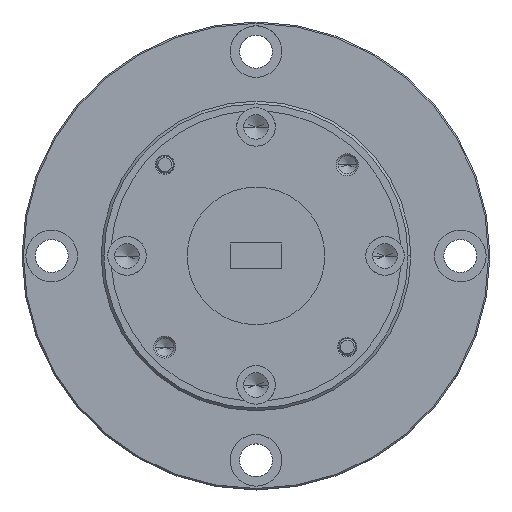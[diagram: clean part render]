
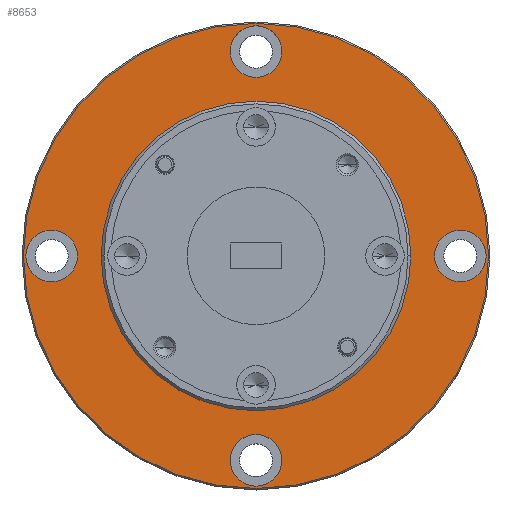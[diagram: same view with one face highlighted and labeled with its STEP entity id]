
A CAD part, top view. The second image highlights one B-rep face of the part: STEP entity #8653.
In plain terms, the highlighted planar face has unit normal (0, 0, 1).
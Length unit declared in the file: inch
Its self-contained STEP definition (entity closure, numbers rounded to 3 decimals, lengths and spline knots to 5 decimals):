
#178 = VERTEX_POINT ( 'NONE', #4799 ) ;
#222 = AXIS2_PLACEMENT_3D ( 'NONE', #333, #432, #9456 ) ;
#227 = CARTESIAN_POINT ( 'NONE',  ( -0.73029, 0.77585, 1.58218 ) ) ;
#305 = EDGE_LOOP ( 'NONE', ( #5384, #7924 ) ) ;
#333 = CARTESIAN_POINT ( 'NONE',  ( 0.10596, 0.03335, 1.58218 ) ) ;
#432 = DIRECTION ( 'NONE',  ( 0., 0., 1. ) ) ;
#474 = ORIENTED_EDGE ( 'NONE', *, *, #3076, .F. ) ;
#636 = EDGE_CURVE ( 'NONE', #8314, #2457, #9355, .T. ) ;
#809 = FACE_BOUND ( 'NONE', #6253, .T. ) ;
#865 = CARTESIAN_POINT ( 'NONE',  ( 0.10596, 1.51835, 1.58218 ) ) ;
#941 = DIRECTION ( 'NONE',  ( -1., 0., 0. ) ) ;
#1016 = DIRECTION ( 'NONE',  ( 0., 0., 1. ) ) ;
#1026 = VERTEX_POINT ( 'NONE', #9204 ) ;
#1039 = EDGE_LOOP ( 'NONE', ( #4841, #4495 ) ) ;
#1144 = CIRCLE ( 'NONE', #8892, 0.845 ) ;
#1146 = VERTEX_POINT ( 'NONE', #4109 ) ;
#1281 = ORIENTED_EDGE ( 'NONE', *, *, #8987, .F. ) ;
#1485 = AXIS2_PLACEMENT_3D ( 'NONE', #865, #1016, #5491 ) ;
#1498 = CARTESIAN_POINT ( 'NONE',  ( -0.54279, 0.77585, 1.58218 ) ) ;
#1599 = DIRECTION ( 'NONE',  ( 1., 0., 0. ) ) ;
#1730 = CARTESIAN_POINT ( 'NONE',  ( 0.10596, 0.77585, 1.58218 ) ) ;
#1759 = ORIENTED_EDGE ( 'NONE', *, *, #9582, .F. ) ;
#1784 = CIRCLE ( 'NONE', #222, 0.09375 ) ;
#1825 = CARTESIAN_POINT ( 'NONE',  ( 0.19971, 1.51835, 1.58218 ) ) ;
#1966 = EDGE_LOOP ( 'NONE', ( #5534, #1281 ) ) ;
#2017 = DIRECTION ( 'NONE',  ( -1., 0., 0. ) ) ;
#2097 = AXIS2_PLACEMENT_3D ( 'NONE', #3417, #7884, #4913 ) ;
#2457 = VERTEX_POINT ( 'NONE', #1498 ) ;
#2514 = VERTEX_POINT ( 'NONE', #6818 ) ;
#2811 = CIRCLE ( 'NONE', #5356, 0.09375 ) ;
#3001 = FACE_BOUND ( 'NONE', #1966, .T. ) ;
#3076 = EDGE_CURVE ( 'NONE', #3517, #3877, #7649, .T. ) ;
#3124 = CIRCLE ( 'NONE', #5198, 0.09375 ) ;
#3149 = PLANE ( 'NONE',  #7889 ) ;
#3330 = DIRECTION ( 'NONE',  ( 1., 0., 0. ) ) ;
#3379 = DIRECTION ( 'NONE',  ( 0., 0., 1. ) ) ;
#3382 = DIRECTION ( 'NONE',  ( 0., 0., 1. ) ) ;
#3417 = CARTESIAN_POINT ( 'NONE',  ( 0.10596, 0.03335, 1.58218 ) ) ;
#3476 = CARTESIAN_POINT ( 'NONE',  ( 0.94221, 0.77585, 1.58218 ) ) ;
#3506 = AXIS2_PLACEMENT_3D ( 'NONE', #1730, #7748, #941 ) ;
#3517 = VERTEX_POINT ( 'NONE', #8797 ) ;
#3657 = CARTESIAN_POINT ( 'NONE',  ( 0.10596, 0.77585, 1.58218 ) ) ;
#3698 = AXIS2_PLACEMENT_3D ( 'NONE', #5556, #4102, #6292 ) ;
#3721 = VERTEX_POINT ( 'NONE', #7835 ) ;
#3871 = EDGE_CURVE ( 'NONE', #7487, #2514, #8975, .T. ) ;
#3877 = VERTEX_POINT ( 'NONE', #8954 ) ;
#3892 = FACE_BOUND ( 'NONE', #1039, .T. ) ;
#4078 = CARTESIAN_POINT ( 'NONE',  ( 0.10596, 1.51835, 1.58218 ) ) ;
#4089 = CARTESIAN_POINT ( 'NONE',  ( 0.10596, 0.77585, 1.58218 ) ) ;
#4102 = DIRECTION ( 'NONE',  ( 0., 0., 1. ) ) ;
#4109 = CARTESIAN_POINT ( 'NONE',  ( 0.95096, 0.77585, 1.58218 ) ) ;
#4118 = EDGE_CURVE ( 'NONE', #5726, #1026, #9553, .T. ) ;
#4303 = CIRCLE ( 'NONE', #3506, 0.5625 ) ;
#4364 = EDGE_LOOP ( 'NONE', ( #5285, #9263 ) ) ;
#4443 = CARTESIAN_POINT ( 'NONE',  ( 0.84846, 0.77585, 1.58218 ) ) ;
#4495 = ORIENTED_EDGE ( 'NONE', *, *, #636, .F. ) ;
#4548 = CIRCLE ( 'NONE', #9445, 0.09375 ) ;
#4645 = FACE_BOUND ( 'NONE', #4364, .T. ) ;
#4799 = CARTESIAN_POINT ( 'NONE',  ( -0.73904, 0.77585, 1.58218 ) ) ;
#4841 = ORIENTED_EDGE ( 'NONE', *, *, #8386, .F. ) ;
#4913 = DIRECTION ( 'NONE',  ( 1., 0., 0. ) ) ;
#5049 = CIRCLE ( 'NONE', #7267, 0.845 ) ;
#5058 = DIRECTION ( 'NONE',  ( 0., 0., -1. ) ) ;
#5124 = VERTEX_POINT ( 'NONE', #3476 ) ;
#5183 = DIRECTION ( 'NONE',  ( 0., 0., 1. ) ) ;
#5198 = AXIS2_PLACEMENT_3D ( 'NONE', #4078, #3379, #3330 ) ;
#5285 = ORIENTED_EDGE ( 'NONE', *, *, #3871, .T. ) ;
#5356 = AXIS2_PLACEMENT_3D ( 'NONE', #7307, #3382, #6469 ) ;
#5384 = ORIENTED_EDGE ( 'NONE', *, *, #7399, .T. ) ;
#5491 = DIRECTION ( 'NONE',  ( 1., 0., 0. ) ) ;
#5534 = ORIENTED_EDGE ( 'NONE', *, *, #6072, .F. ) ;
#5556 = CARTESIAN_POINT ( 'NONE',  ( -0.63654, 0.77585, 1.58218 ) ) ;
#5693 = DIRECTION ( 'NONE',  ( 1., 0., 0. ) ) ;
#5726 = VERTEX_POINT ( 'NONE', #1825 ) ;
#6072 = EDGE_CURVE ( 'NONE', #5124, #3721, #2811, .T. ) ;
#6190 = DIRECTION ( 'NONE',  ( 0., 0., 1. ) ) ;
#6253 = EDGE_LOOP ( 'NONE', ( #474, #8793 ) ) ;
#6292 = DIRECTION ( 'NONE',  ( 1., 0., 0. ) ) ;
#6428 = DIRECTION ( 'NONE',  ( 0., 0., 1. ) ) ;
#6469 = DIRECTION ( 'NONE',  ( 1., 0., 0. ) ) ;
#6482 = EDGE_CURVE ( 'NONE', #2514, #7487, #4303, .T. ) ;
#6818 = CARTESIAN_POINT ( 'NONE',  ( 0.66846, 0.77585, 1.58218 ) ) ;
#6822 = CARTESIAN_POINT ( 'NONE',  ( -0.45654, 0.77585, 1.58218 ) ) ;
#6927 = FACE_OUTER_BOUND ( 'NONE', #305, .T. ) ;
#7151 = CARTESIAN_POINT ( 'NONE',  ( -0.63654, 0.77585, 1.58218 ) ) ;
#7267 = AXIS2_PLACEMENT_3D ( 'NONE', #4089, #6428, #5693 ) ;
#7307 = CARTESIAN_POINT ( 'NONE',  ( 0.84846, 0.77585, 1.58218 ) ) ;
#7372 = DIRECTION ( 'NONE',  ( 1., 0., 0. ) ) ;
#7399 = EDGE_CURVE ( 'NONE', #178, #1146, #1144, .T. ) ;
#7465 = DIRECTION ( 'NONE',  ( 1., 0., 0. ) ) ;
#7474 = DIRECTION ( 'NONE',  ( 1., 0., 0. ) ) ;
#7487 = VERTEX_POINT ( 'NONE', #6822 ) ;
#7561 = ORIENTED_EDGE ( 'NONE', *, *, #4118, .F. ) ;
#7611 = FACE_BOUND ( 'NONE', #9552, .T. ) ;
#7620 = AXIS2_PLACEMENT_3D ( 'NONE', #7151, #8343, #1599 ) ;
#7649 = CIRCLE ( 'NONE', #2097, 0.09375 ) ;
#7659 = CIRCLE ( 'NONE', #3698, 0.09375 ) ;
#7664 = CARTESIAN_POINT ( 'NONE',  ( 0.10596, 1.62585, 1.58218 ) ) ;
#7748 = DIRECTION ( 'NONE',  ( 0., 0., -1. ) ) ;
#7835 = CARTESIAN_POINT ( 'NONE',  ( 0.75471, 0.77585, 1.58218 ) ) ;
#7884 = DIRECTION ( 'NONE',  ( 0., 0., 1. ) ) ;
#7889 = AXIS2_PLACEMENT_3D ( 'NONE', #7664, #6190, #7474 ) ;
#7920 = EDGE_CURVE ( 'NONE', #3877, #3517, #1784, .T. ) ;
#7924 = ORIENTED_EDGE ( 'NONE', *, *, #8695, .T. ) ;
#8055 = CARTESIAN_POINT ( 'NONE',  ( 0.10596, 0.77585, 1.58218 ) ) ;
#8314 = VERTEX_POINT ( 'NONE', #227 ) ;
#8343 = DIRECTION ( 'NONE',  ( 0., 0., 1. ) ) ;
#8386 = EDGE_CURVE ( 'NONE', #2457, #8314, #7659, .T. ) ;
#8653 = ADVANCED_FACE ( 'NONE', ( #6927, #7611, #3892, #809, #3001, #4645 ), #3149, .T. ) ;
#8695 = EDGE_CURVE ( 'NONE', #1146, #178, #5049, .T. ) ;
#8793 = ORIENTED_EDGE ( 'NONE', *, *, #7920, .F. ) ;
#8797 = CARTESIAN_POINT ( 'NONE',  ( 0.19971, 0.03335, 1.58218 ) ) ;
#8892 = AXIS2_PLACEMENT_3D ( 'NONE', #8055, #8935, #7372 ) ;
#8935 = DIRECTION ( 'NONE',  ( 0., 0., 1. ) ) ;
#8954 = CARTESIAN_POINT ( 'NONE',  ( 0.01221, 0.03335, 1.58218 ) ) ;
#8975 = CIRCLE ( 'NONE', #9123, 0.5625 ) ;
#8987 = EDGE_CURVE ( 'NONE', #3721, #5124, #4548, .T. ) ;
#9123 = AXIS2_PLACEMENT_3D ( 'NONE', #3657, #5058, #2017 ) ;
#9204 = CARTESIAN_POINT ( 'NONE',  ( 0.01221, 1.51835, 1.58218 ) ) ;
#9263 = ORIENTED_EDGE ( 'NONE', *, *, #6482, .T. ) ;
#9355 = CIRCLE ( 'NONE', #7620, 0.09375 ) ;
#9445 = AXIS2_PLACEMENT_3D ( 'NONE', #4443, #5183, #7465 ) ;
#9456 = DIRECTION ( 'NONE',  ( 1., 0., 0. ) ) ;
#9552 = EDGE_LOOP ( 'NONE', ( #7561, #1759 ) ) ;
#9553 = CIRCLE ( 'NONE', #1485, 0.09375 ) ;
#9582 = EDGE_CURVE ( 'NONE', #1026, #5726, #3124, .T. ) ;
